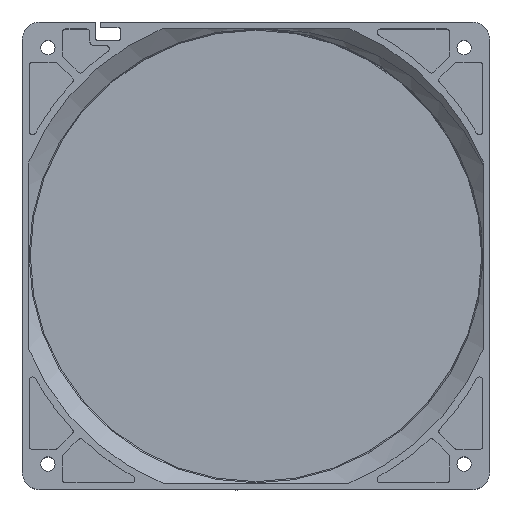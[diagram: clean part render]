
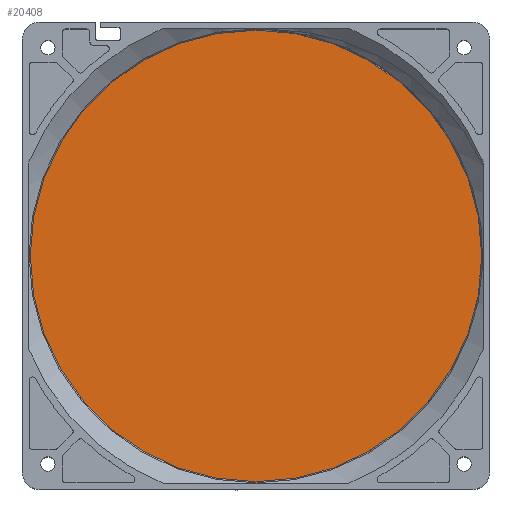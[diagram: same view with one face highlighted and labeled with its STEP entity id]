
A CAD part, top view. The second image highlights one B-rep face of the part: STEP entity #20408.
In plain terms, the highlighted planar face has unit normal (0, 0, 1).
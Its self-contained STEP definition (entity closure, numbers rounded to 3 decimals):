
#3288=CARTESIAN_POINT('',(0.,0.,29.6));
#3289=DIRECTION('',(0.,0.,1.));
#3290=DIRECTION('',(1.,0.,0.));
#3291=AXIS2_PLACEMENT_3D('',#3288,#3289,#3290);
#3293=CARTESIAN_POINT('',(0.,0.,29.6));
#3294=DIRECTION('',(0.,0.,1.));
#3295=DIRECTION('',(-1.,0.,0.));
#3296=AXIS2_PLACEMENT_3D('',#3293,#3294,#3295);
#16840=CARTESIAN_POINT('',(67.5,0.,29.6));
#16841=CARTESIAN_POINT('',(-67.5,0.,29.6));
#16842=VERTEX_POINT('',#16840);
#16843=VERTEX_POINT('',#16841);
#20399=CARTESIAN_POINT('',(0.,0.,29.6));
#20400=DIRECTION('',(0.,0.,1.));
#20401=DIRECTION('',(0.,1.,0.));
#20402=AXIS2_PLACEMENT_3D('',#20399,#20400,#20401);
#20403=PLANE('',#20402);
#20404=ORIENTED_EDGE('',*,*,#20293,.F.);
#20405=ORIENTED_EDGE('',*,*,#19943,.F.);
#20406=EDGE_LOOP('',(#20404,#20405));
#20407=FACE_OUTER_BOUND('',#20406,.F.);
#20408=ADVANCED_FACE('',(#20407),#20403,.T.);
#3292=CIRCLE('',#3291,67.5);
#3297=CIRCLE('',#3296,67.5);
#19943=EDGE_CURVE('',#16843,#16842,#3297,.T.);
#20293=EDGE_CURVE('',#16842,#16843,#3292,.T.);
